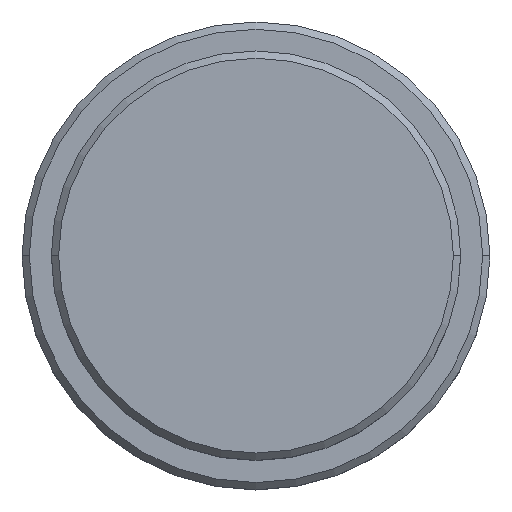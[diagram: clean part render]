
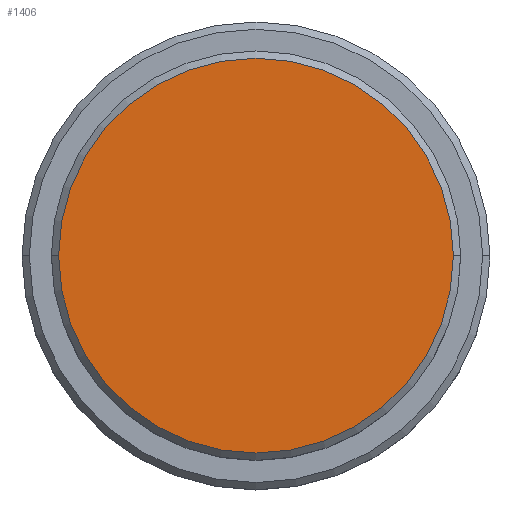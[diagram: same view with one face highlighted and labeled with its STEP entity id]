
A CAD part, top view. The second image highlights one B-rep face of the part: STEP entity #1406.
In plain terms, the highlighted planar face has unit normal (0, 0, 1).
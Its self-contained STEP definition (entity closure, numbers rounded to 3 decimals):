
#45 = CARTESIAN_POINT ( 'NONE',  ( 0., 0., 0. ) ) ;
#106 = CARTESIAN_POINT ( 'NONE',  ( 13.5, 0., 0. ) ) ;
#130 = ORIENTED_EDGE ( 'NONE', *, *, #873, .T. ) ;
#215 = AXIS2_PLACEMENT_3D ( 'NONE', #45, #1149, #597 ) ;
#276 = CARTESIAN_POINT ( 'NONE',  ( -13.5, 0., 0. ) ) ;
#319 = PLANE ( 'NONE',  #568 ) ;
#344 = DIRECTION ( 'NONE',  ( 0., 0., 1. ) ) ;
#568 = AXIS2_PLACEMENT_3D ( 'NONE', #849, #1085, #622 ) ;
#597 = DIRECTION ( 'NONE',  ( 1., 0., 0. ) ) ;
#622 = DIRECTION ( 'NONE',  ( 1., 0., 0. ) ) ;
#653 = FACE_OUTER_BOUND ( 'NONE', #716, .T. ) ;
#716 = EDGE_LOOP ( 'NONE', ( #130, #826 ) ) ;
#740 = VERTEX_POINT ( 'NONE', #106 ) ;
#764 = EDGE_CURVE ( 'NONE', #740, #901, #1197, .T. ) ;
#786 = CARTESIAN_POINT ( 'NONE',  ( 0., 0., 0. ) ) ;
#826 = ORIENTED_EDGE ( 'NONE', *, *, #764, .T. ) ;
#840 = CIRCLE ( 'NONE', #215, 13.5 ) ;
#849 = CARTESIAN_POINT ( 'NONE',  ( 0., 0., 0. ) ) ;
#873 = EDGE_CURVE ( 'NONE', #901, #740, #840, .T. ) ;
#886 = DIRECTION ( 'NONE',  ( 1., 0., 0. ) ) ;
#901 = VERTEX_POINT ( 'NONE', #276 ) ;
#1085 = DIRECTION ( 'NONE',  ( 0., 0., 1. ) ) ;
#1149 = DIRECTION ( 'NONE',  ( 0., 0., 1. ) ) ;
#1197 = CIRCLE ( 'NONE', #1415, 13.5 ) ;
#1406 = ADVANCED_FACE ( 'NONE', ( #653 ), #319, .T. ) ;
#1415 = AXIS2_PLACEMENT_3D ( 'NONE', #786, #344, #886 ) ;
